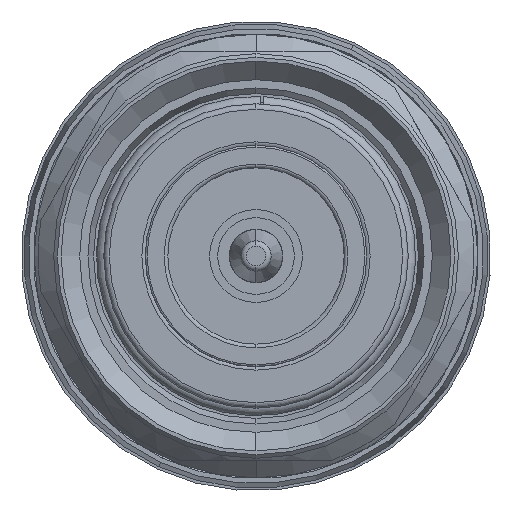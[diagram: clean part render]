
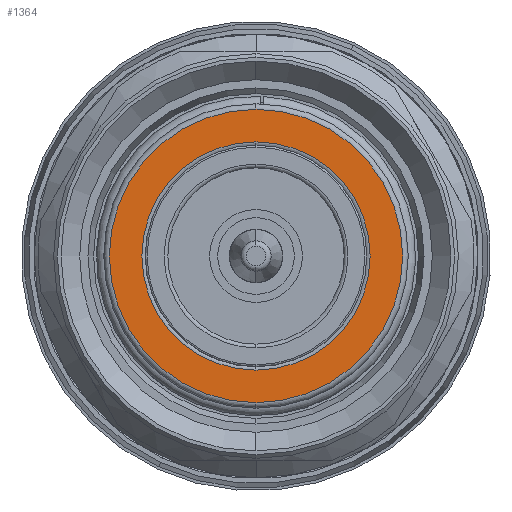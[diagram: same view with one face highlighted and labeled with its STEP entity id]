
A CAD part, left-side view. The second image highlights one B-rep face of the part: STEP entity #1364.
In plain terms, the highlighted planar face has unit normal (-1, 0, 0).
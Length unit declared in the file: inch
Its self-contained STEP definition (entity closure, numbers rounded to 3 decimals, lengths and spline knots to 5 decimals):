
#82 = ORIENTED_EDGE ( 'NONE', *, *, #11339, .F. ) ;
#254 = CIRCLE ( 'NONE', #10679, 0.31102 ) ;
#771 = EDGE_CURVE ( 'NONE', #2964, #3886, #3007, .T. ) ;
#826 = AXIS2_PLACEMENT_3D ( 'NONE', #1200, #1257, #4815 ) ;
#1200 = CARTESIAN_POINT ( 'NONE',  ( 0.20472, 0., 0. ) ) ;
#1254 = CARTESIAN_POINT ( 'NONE',  ( 0.20472, 0.24213, 0. ) ) ;
#1257 = DIRECTION ( 'NONE',  ( -1., 0., 0. ) ) ;
#1364 = ADVANCED_FACE ( 'NONE', ( #10143, #9380 ), #6607, .F. ) ;
#1573 = CARTESIAN_POINT ( 'NONE',  ( 0.20472, 0., 0. ) ) ;
#2191 = DIRECTION ( 'NONE',  ( 1., 0., 0. ) ) ;
#2891 = VERTEX_POINT ( 'NONE', #4959 ) ;
#2964 = VERTEX_POINT ( 'NONE', #5052 ) ;
#2998 = CARTESIAN_POINT ( 'NONE',  ( 0.20472, 0., 0. ) ) ;
#3007 = CIRCLE ( 'NONE', #4489, 0.24213 ) ;
#3057 = CIRCLE ( 'NONE', #826, 0.31102 ) ;
#3886 = VERTEX_POINT ( 'NONE', #7044 ) ;
#3911 = DIRECTION ( 'NONE',  ( -1., 0., 0. ) ) ;
#4489 = AXIS2_PLACEMENT_3D ( 'NONE', #5688, #9143, #9313 ) ;
#4815 = DIRECTION ( 'NONE',  ( 0., 0., 1. ) ) ;
#4959 = CARTESIAN_POINT ( 'NONE',  ( 0.20472, 0., -0.31102 ) ) ;
#4974 = DIRECTION ( 'NONE',  ( 0., 1., 0. ) ) ;
#5052 = CARTESIAN_POINT ( 'NONE',  ( 0.20472, 0., 0.24213 ) ) ;
#5524 = EDGE_CURVE ( 'NONE', #11283, #2891, #254, .T. ) ;
#5555 = EDGE_CURVE ( 'NONE', #2891, #11283, #3057, .T. ) ;
#5688 = CARTESIAN_POINT ( 'NONE',  ( 0.20472, 0., 0. ) ) ;
#5698 = DIRECTION ( 'NONE',  ( 0., 0., 1. ) ) ;
#6067 = CIRCLE ( 'NONE', #7532, 0.24213 ) ;
#6422 = ORIENTED_EDGE ( 'NONE', *, *, #5555, .T. ) ;
#6607 = PLANE ( 'NONE',  #7089 ) ;
#6882 = ORIENTED_EDGE ( 'NONE', *, *, #5524, .T. ) ;
#7044 = CARTESIAN_POINT ( 'NONE',  ( 0.20472, 0., -0.24213 ) ) ;
#7089 = AXIS2_PLACEMENT_3D ( 'NONE', #1254, #2191, #4974 ) ;
#7532 = AXIS2_PLACEMENT_3D ( 'NONE', #1573, #9630, #11344 ) ;
#7909 = EDGE_LOOP ( 'NONE', ( #6882, #6422 ) ) ;
#8269 = EDGE_LOOP ( 'NONE', ( #11064, #82 ) ) ;
#8273 = CARTESIAN_POINT ( 'NONE',  ( 0.20472, 0., 0.31102 ) ) ;
#9143 = DIRECTION ( 'NONE',  ( -1., 0., 0. ) ) ;
#9313 = DIRECTION ( 'NONE',  ( 0., 0., 1. ) ) ;
#9380 = FACE_BOUND ( 'NONE', #8269, .T. ) ;
#9630 = DIRECTION ( 'NONE',  ( -1., 0., 0. ) ) ;
#10143 = FACE_OUTER_BOUND ( 'NONE', #7909, .T. ) ;
#10679 = AXIS2_PLACEMENT_3D ( 'NONE', #2998, #3911, #5698 ) ;
#11064 = ORIENTED_EDGE ( 'NONE', *, *, #771, .F. ) ;
#11283 = VERTEX_POINT ( 'NONE', #8273 ) ;
#11339 = EDGE_CURVE ( 'NONE', #3886, #2964, #6067, .T. ) ;
#11344 = DIRECTION ( 'NONE',  ( 0., 0., 1. ) ) ;
